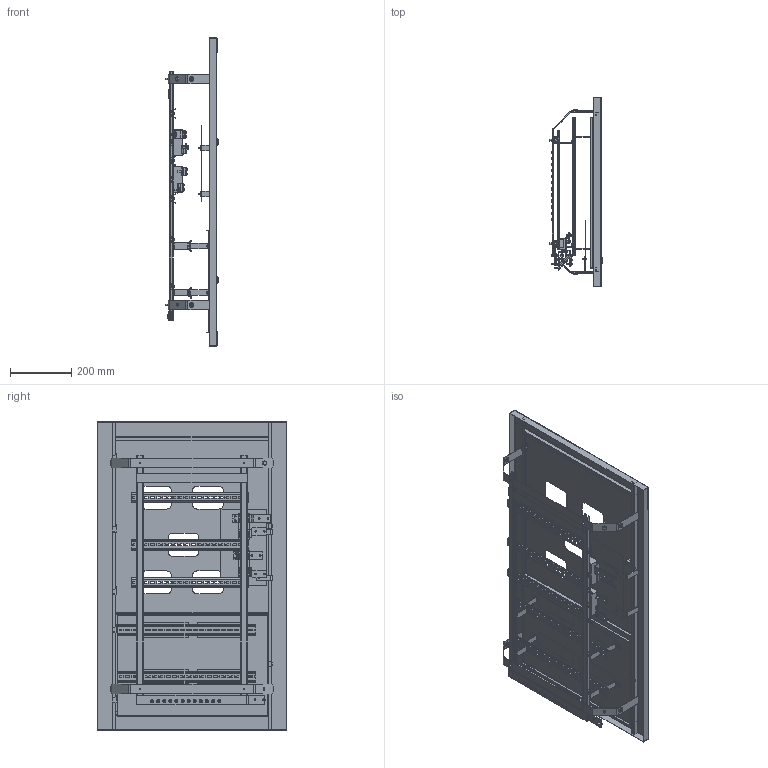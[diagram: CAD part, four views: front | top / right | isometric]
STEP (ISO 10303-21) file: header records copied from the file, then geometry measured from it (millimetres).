
FILE_DESCRIPTION (( 'STEP AP214' ), '1' );
FILE_NAME ('mb10-v-5r ÙÝ5 êâ. áåç ñëàáîò. îòñåêà.STEP', '2020-07-02T08:53:34', ( '' ), ( '' ), 'SwSTEP 2.0', 'SolidWorks 2019', '' );
FILE_SCHEMA (( 'AUTOMOTIVE_DESIGN' ));
Length unit declared in the file: millimetre
Products named in the file (56): ﾘ琺矜 65ﾃ 019 ﾃﾎﾑﾒ 6402-70_8; 佥7.05.00.001 橡铘桦黖00; Âèíò Ì5 ÃÎÑÒ17473-78_5å16; 佥7.00.00.001 脏朦囗咫黖00; Òåëî çàìêà; ÙÝÐ5.03.00.000 Äâåðü ó÷åòíîãî îòñåêà_00; ÙÝ7.05.00.003 Ïëàñòèíà ïîïåðå÷íàÿ_00; pan head cross recess screw_din_ISO 7045 - M4 x 6 - Z --- 6N; ÙÝ7.10.00.000 Êîëîäêà PE è N ñáîðíàÿ_00; 佥7.02.00.001 拟屦黖00; ÙÝ7.05.00.000 Ðàìà ìîíòàæíàÿ_00; Äèí-ðåéêà TS 35õ7,5_385; ÙÝ7.01.00.006 Ïåòëÿ_00; ﾘ琺矜 01.019 ﾃﾎﾑﾒ11371-78_4; Ãàéêà ÃÎÑÒ 5927-70_8.6G.8; Âèíò Ì5 ÃÎÑÒ17473-78_5å10; 佥7.02.01.000 拟屦黖00; ﾙﾝﾐ5.03.00.001 ﾄ粢_00; ﾙﾝﾐ5.03.01.000 ﾄ粢_00; mb10-v-5r ÙÝ5 êâ. áåç ñëàáîò. îòñåêà; ÙÝ7.00.00.004 Ãàéêà çàêëàäíàÿ_00; Washer 6402_3_gost_丐ｩ｡ 2 6 ヮ葬 6402-70; 欼7.00.00.006 扰鍙欙樥燲00; ÙÝ7.10.00.005 Øèíêà PE_00; ﾙﾝﾐ5.01.00.002 ﾏⅰ褞褶竟濱00; 欼7.10.00.004 砎鳽鳻_00; ����� ��������_������ 45��; Áîëò Ì8 ÃÎÑÒ 7798-70_Œ8å40 8.8.; 欼7.00.00.005 扰鍙欙樥燲00; ÙÝ7.11.00.000 Êîëîäêà PE è N ñáîðíàÿ_01; ÙÝ7.00.00.002 Ýêðàí çàùèòíûé_00; Ïðîêëàäêà ìåòàëëè÷åñêàÿ 2; Âèíò Ì4 ÃÎÑÒ17473-78_4å16; ÙÝÐ5.01.00.000 Êàðêàñ_00; ÙÝ7.11.00.005 Øèíêà PE_01; ÙÝÐ5.01.00.003 Óãîëîê_00; Ïðîêëàäêà ìåòàëëè÷åñêàÿ; Øïëèíò ÃÎÑÒ 397-79_2å16.016; Ïðîêëàäêà; ÙÝ7.05.00.002 Ïëàñòèíà ïîïåðå÷íàÿ_00 ...
Assembly tree (175 placements, depth 5):
  mb10-v-5r ÙÝ5 êâ. áåç ñëàáîò. îòñåêà
    ﾙﾝﾐ5.00.00.000 ﾙ頸 跫隆_00
      ÙÝÐ5.01.00.000 Êàðêàñ_00
        ÙÝ7.01.00.001 Ñòîéêà âåðòèêàëüíàÿ_00  x2
        ﾙﾝﾐ5.01.00.002 ﾏⅰ褞褶竟濱00  x2
        ﾙﾝﾐ5.01.00.004 ﾊ煇鳫_00  x2
        ÙÝ7.01.00.006 Ïåòëÿ_00  x5
        ÙÝÐ5.01.00.003 Óãîëîê_00  x2
      ÙÝ7.02.00.000 Äâåðü ðàñïðåäåëèòåëüíîãî îòñåêà._00
        佥7.02.01.000 拟屦黖00
          佥7.02.00.001 拟屦黖00
          欼7.02.00.002 栴鍕趌00  x2
        ����� ��������_������ 45��
          Òåëî çàìêà
          Ïðîêëàäêà ìåòàëëè÷åñêàÿ
          剒蜲錪 45擤
          Washer 6402_3_gost_丐ｩ｡ 2 6 ヮ葬 6402-70
          Ïðîêëàäêà
          pan head cross recess screw_din_ISO 7045 - M4 x 6 - Z --- 6N
          Ïðîêëàäêà ìåòàëëè÷åñêàÿ 2
          Ãàéêà
          Âíóòðåííåå òåëî çàìêà
      ÙÝÐ5.03.00.000 Äâåðü ó÷åòíîãî îòñåêà_00
        ﾙﾝﾐ5.03.01.000 ﾄ粢_00
          ﾙﾝﾐ5.03.00.001 ﾄ粢_00
          欼7.02.00.002 栴鍕趌00  x3
        ����� ��������_������ 45��
          Òåëî çàìêà
          Ïðîêëàäêà ìåòàëëè÷åñêàÿ
          剒蜲錪 45擤
          Washer 6402_3_gost_丐ｩ｡ 2 6 ヮ葬 6402-70
          Ïðîêëàäêà
          pan head cross recess screw_din_ISO 7045 - M4 x 6 - Z --- 6N
          Ïðîêëàäêà ìåòàëëè÷åñêàÿ 2
          Ãàéêà
          Âíóòðåííåå òåëî çàìêà
      ÙÝ7.05.00.000 Ðàìà ìîíòàæíàÿ_00
        佥7.05.00.001 橡铘桦黖00  x2
        ÙÝ7.05.00.002 Ïëàñòèíà ïîïåðå÷íàÿ_00
        ÙÝ7.05.00.003 Ïëàñòèíà ïîïåðå÷íàÿ_00
      ÙÝ7.00.00.004 Ãàéêà çàêëàäíàÿ_00  x12
      Âèíò Ì4 ÃÎÑÒ17473-78_4å10  x16
      欼7.00.00.005 扰鍙欙樥燲00  x4
      欼7.00.00.006 扰鍙欙樥燲00  x4
      Äèí-ðåéêà TS 35õ7,5_450  x2
      ﾘ琺矜 01.019 ﾃﾎﾑﾒ11371-78_4  x10
      佥7.00.00.001 脏朦囗咫黖00
      Äèí-ðåéêà TS 35õ7,5_385  x3
      ÙÝ7.10.00.000 Êîëîäêà PE è N ñáîðíàÿ_00
        ÙÝ7.10.00.001 Èçîëÿòîð_00
        ÙÝ7.10.00.005 Øèíêà PE_00
        ÙÝ7.10.00.002 Øèíêà N_00
        欼7.10.00.003 栴鍕趌00  x2
        Âèíò Ì5 ÃÎÑÒ17473-78_5å16  x4
        Âèíò Ì4 ÃÎÑÒ17473-78_4å16
        ﾘ琺矜 01.019 ﾃﾎﾑﾒ11371-78_4
        ﾘ琺矜 01.019 ﾃﾎﾑﾒ11371-78_5  x2
        欼7.10.00.004 砎鳽鳻_00  x4
        Âèíò Ì5 ÃÎÑÒ17473-78_5å12  x6
      ÙÝ7.11.00.000 Êîëîäêà PE è N ñáîðíàÿ_01
Bounding box: 171.9 x 620 x 1010 mm (x, y, z)
Volume: 1519912.8 mm3; surface area: 2632667.3 mm2
Topology: 164 solids, 164 shells, 3881 faces, 9512 edges, 6071 vertices
Faces by surface type: plane 2052, cylinder 1363, cone 224, sphere 100, torus 90, bspline 52
Entity records: 56814 total; most frequent: CARTESIAN_POINT 14001, DIRECTION 7976, ORIENTED_EDGE 7834, EDGE_CURVE 3917, AXIS2_PLACEMENT_3D 2852, VERTEX_POINT 2624, LINE 2272, VECTOR 2272
